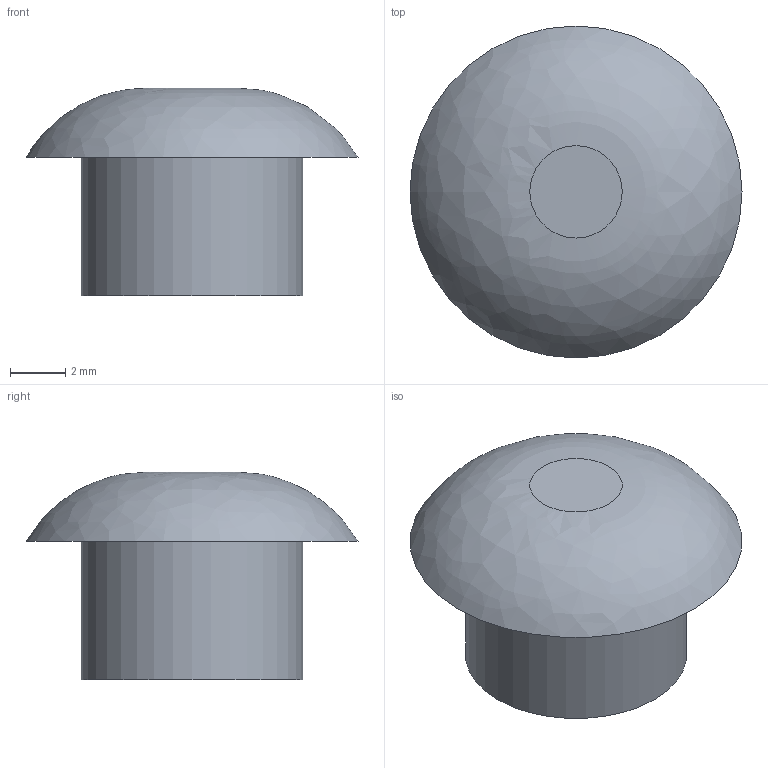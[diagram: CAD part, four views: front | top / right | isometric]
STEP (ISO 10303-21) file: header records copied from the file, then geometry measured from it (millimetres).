
FILE_DESCRIPTION(/* description */ (''),/* implementation_level */ '2;1');
FILE_NAME(/* name */ 'CTPTF0000014.stp',/* time_stamp */ '2018-10-29T10:04:48+01:00',/* author */ ('fzagni'),/* organization */ (''),/* preprocessor_version */ 'ST-DEVELOPER v16.1',/* originating_system */ 'Autodesk Inventor 2016',/* authorisation */ '');
FILE_SCHEMA (('AUTOMOTIVE_DESIGN { 1 0 10303 214 3 1 1 }'));
Length unit declared in the file: millimetre
Products named in the file (1): 440000010079
Bounding box: 12 x 12 x 7.5 mm (x, y, z)
Volume: 269.6 mm3; surface area: 483.1 mm2
Topology: 1 solids, 1 shells, 7 faces, 10 edges, 7 vertices
Faces by surface type: plane 4, cylinder 2, bspline 1
Full cylindrical faces by diameter (mm): 6.5 x1, 8 x1
Entity records: 194 total; most frequent: CARTESIAN_POINT 51, DIRECTION 28, ORIENTED_EDGE 16, AXIS2_PLACEMENT_3D 14, EDGE_LOOP 11, EDGE_CURVE 8, FACE_OUTER_BOUND 7, CIRCLE 7
